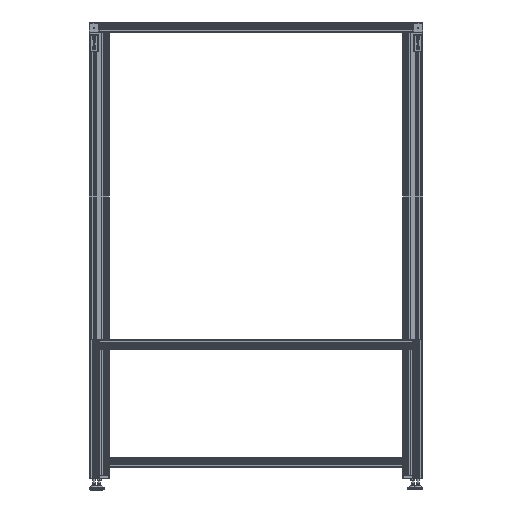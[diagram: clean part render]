
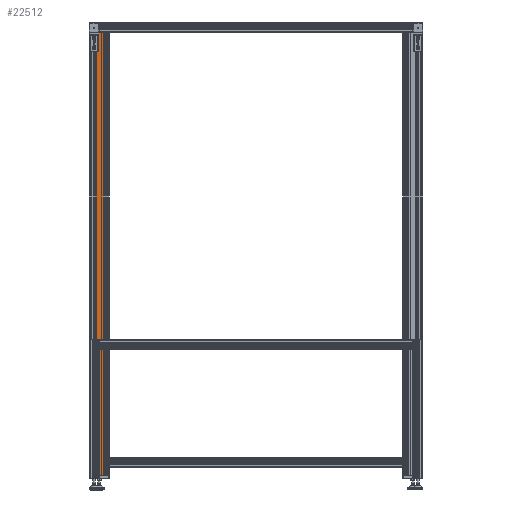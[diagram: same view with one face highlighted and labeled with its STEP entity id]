
A CAD part, front view. The second image highlights one B-rep face of the part: STEP entity #22512.
In plain terms, the highlighted face is planar.
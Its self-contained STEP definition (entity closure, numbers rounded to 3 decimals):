
#624=PLANE('',#24516);
#2746=LINE('',#35103,#4884);
#2845=LINE('',#35378,#4983);
#2846=LINE('',#35381,#4984);
#2847=LINE('',#35382,#4985);
#4884=VECTOR('',#28327,10.);
#4983=VECTOR('',#28576,10.);
#4984=VECTOR('',#28579,10.);
#4985=VECTOR('',#28580,10.);
#7157=FACE_OUTER_BOUND('',#8325,.T.);
#8325=EDGE_LOOP('',(#18108,#18109,#18110,#18111));
#11030=VERTEX_POINT('',#35100);
#11031=VERTEX_POINT('',#35102);
#11132=VERTEX_POINT('',#35376);
#11133=VERTEX_POINT('',#35380);
#13579=EDGE_CURVE('',#11031,#11030,#2746,.T.);
#13717=EDGE_CURVE('',#11030,#11132,#2845,.T.);
#13718=EDGE_CURVE('',#11132,#11133,#2846,.T.);
#13719=EDGE_CURVE('',#11031,#11133,#2847,.T.);
#18108=ORIENTED_EDGE('',*,*,#13718,.T.);
#18109=ORIENTED_EDGE('',*,*,#13719,.F.);
#18110=ORIENTED_EDGE('',*,*,#13579,.T.);
#18111=ORIENTED_EDGE('',*,*,#13717,.T.);
#22512=ADVANCED_FACE('',(#7157),#624,.T.);
#24516=AXIS2_PLACEMENT_3D('',#35379,#28577,#28578);
#28327=DIRECTION('',(0.,-1.,0.));
#28576=DIRECTION('',(0.,0.,1.));
#28577=DIRECTION('center_axis',(-1.,0.,0.));
#28578=DIRECTION('ref_axis',(0.,0.,1.));
#28579=DIRECTION('',(0.,1.,0.));
#28580=DIRECTION('',(0.,0.,1.));
#35100=CARTESIAN_POINT('',(-22.5,-18.1,-1017.5));
#35102=CARTESIAN_POINT('',(-22.5,18.1,-1017.5));
#35103=CARTESIAN_POINT('',(-22.5,18.1,-1017.5));
#35376=CARTESIAN_POINT('',(-22.5,-18.1,1017.5));
#35378=CARTESIAN_POINT('',(-22.5,-18.1,0.));
#35379=CARTESIAN_POINT('Origin',(-22.5,-18.1,0.));
#35380=CARTESIAN_POINT('',(-22.5,18.1,1017.5));
#35381=CARTESIAN_POINT('',(-22.5,18.1,1017.5));
#35382=CARTESIAN_POINT('',(-22.5,18.1,0.));
